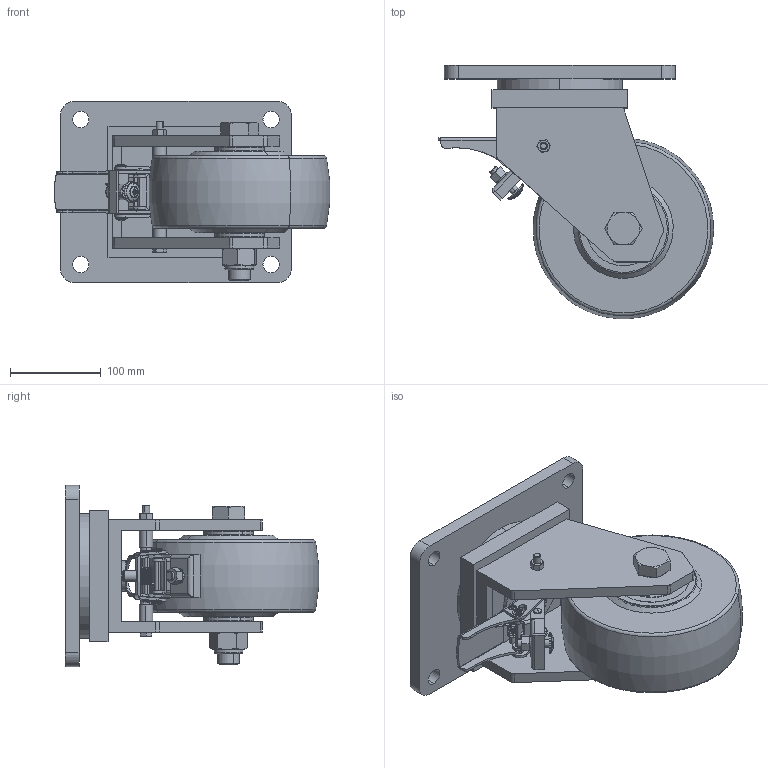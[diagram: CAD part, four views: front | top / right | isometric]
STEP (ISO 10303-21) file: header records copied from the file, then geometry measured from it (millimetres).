
FILE_DESCRIPTION (( 'STEP AP214' ), '1' );
FILE_NAME ('0037310__L-HS-GPA-200-K-3-B80-DSV.step', '2018-08-21T11:08:16', ( 'Windows-Benutzer' ), ( '' ), 'SwSTEP 2.0', 'SolidWorks 2018', '' );
FILE_SCHEMA (( 'AUTOMOTIVE_DESIGN' ));
Length unit declared in the file: millimetre
Products named in the file (1): 0037310__L-HS-GPA-200-K-3-B80-DSV
Bounding box: 303.76 x 279.43 x 200 mm (x, y, z)
Volume: 4181819.5 mm3; surface area: 638659 mm2
Topology: 44 solids, 44 shells, 807 faces, 1833 edges, 1128 vertices
Faces by surface type: cylinder 322, plane 262, cone 118, torus 80, bspline 21, sphere 4
Entity records: 35267 total; most frequent: CARTESIAN_POINT 7574, DIRECTION 4029, ORIENTED_EDGE 3642, EDGE_CURVE 1821, AXIS2_PLACEMENT_3D 1645, VERTEX_POINT 1128, EDGE_LOOP 947, CIRCLE 858
